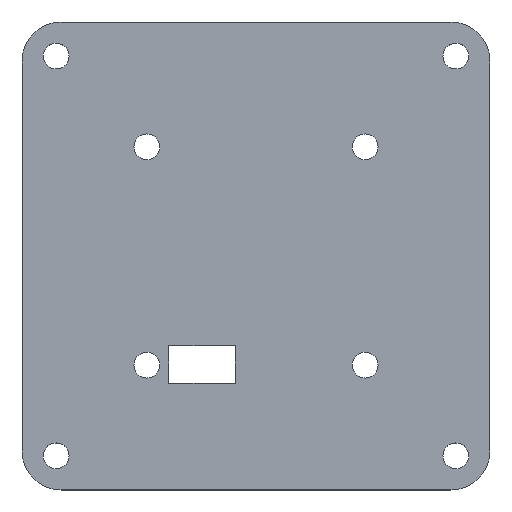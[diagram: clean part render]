
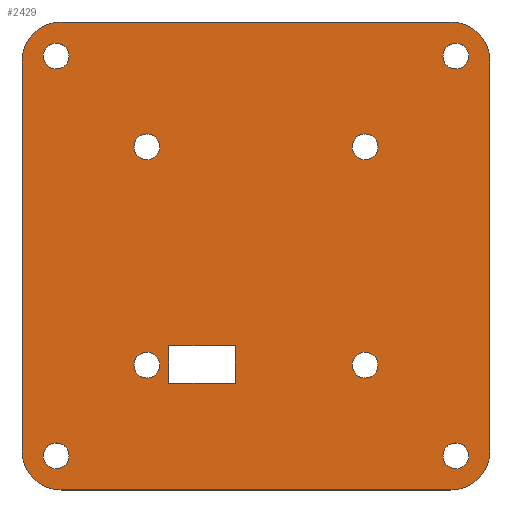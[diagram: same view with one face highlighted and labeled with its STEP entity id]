
A CAD part, top view. The second image highlights one B-rep face of the part: STEP entity #2429.
In plain terms, the highlighted planar face has unit normal (0, 0, 1).
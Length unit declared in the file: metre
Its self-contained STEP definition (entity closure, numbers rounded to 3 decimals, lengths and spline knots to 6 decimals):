
#160=LINE('',#3926,#332);
#163=LINE('',#3932,#335);
#165=LINE('',#3936,#337);
#168=LINE('',#3942,#340);
#171=LINE('',#3948,#343);
#173=LINE('',#3952,#345);
#176=LINE('',#3967,#348);
#178=LINE('',#3971,#350);
#332=VECTOR('',#3019,1.);
#335=VECTOR('',#3024,1.);
#337=VECTOR('',#3028,1.);
#340=VECTOR('',#3033,1.);
#343=VECTOR('',#3038,1.);
#345=VECTOR('',#3042,1.);
#348=VECTOR('',#3059,1.);
#350=VECTOR('',#3063,1.);
#564=ORIENTED_EDGE('',*,*,#1276,.T.);
#565=ORIENTED_EDGE('',*,*,#1277,.T.);
#566=ORIENTED_EDGE('',*,*,#1278,.T.);
#567=ORIENTED_EDGE('',*,*,#1279,.T.);
#568=ORIENTED_EDGE('',*,*,#1263,.T.);
#569=ORIENTED_EDGE('',*,*,#1280,.T.);
#570=ORIENTED_EDGE('',*,*,#1265,.T.);
#571=ORIENTED_EDGE('',*,*,#1281,.T.);
#572=ORIENTED_EDGE('',*,*,#1273,.F.);
#573=ORIENTED_EDGE('',*,*,#1282,.T.);
#574=ORIENTED_EDGE('',*,*,#1260,.F.);
#575=ORIENTED_EDGE('',*,*,#1283,.T.);
#576=ORIENTED_EDGE('',*,*,#1252,.F.);
#577=ORIENTED_EDGE('',*,*,#1255,.T.);
#578=ORIENTED_EDGE('',*,*,#1257,.T.);
#579=ORIENTED_EDGE('',*,*,#1271,.F.);
#580=ORIENTED_EDGE('',*,*,#1270,.F.);
#581=ORIENTED_EDGE('',*,*,#1269,.T.);
#582=ORIENTED_EDGE('',*,*,#1268,.F.);
#583=ORIENTED_EDGE('',*,*,#1275,.T.);
#1252=EDGE_CURVE('',#1616,#1617,#160,.T.);
#1255=EDGE_CURVE('',#1616,#1618,#163,.T.);
#1257=EDGE_CURVE('',#1618,#1619,#165,.T.);
#1260=EDGE_CURVE('',#1620,#1621,#168,.T.);
#1263=EDGE_CURVE('',#1623,#1622,#171,.T.);
#1265=EDGE_CURVE('',#1624,#1625,#173,.T.);
#1268=EDGE_CURVE('',#1626,#1626,#1808,.T.);
#1269=EDGE_CURVE('',#1627,#1627,#1809,.T.);
#1270=EDGE_CURVE('',#1628,#1628,#1810,.T.);
#1271=EDGE_CURVE('',#1617,#1619,#176,.T.);
#1273=EDGE_CURVE('',#1629,#1630,#178,.T.);
#1275=EDGE_CURVE('',#1631,#1631,#1811,.T.);
#1276=EDGE_CURVE('',#1632,#1632,#1812,.F.);
#1277=EDGE_CURVE('',#1633,#1633,#1813,.F.);
#1278=EDGE_CURVE('',#1634,#1634,#1814,.F.);
#1279=EDGE_CURVE('',#1635,#1635,#1815,.F.);
#1280=EDGE_CURVE('',#1622,#1624,#1816,.T.);
#1281=EDGE_CURVE('',#1625,#1630,#1817,.T.);
#1282=EDGE_CURVE('',#1629,#1621,#1818,.T.);
#1283=EDGE_CURVE('',#1620,#1623,#1819,.T.);
#1616=VERTEX_POINT('',#3927);
#1617=VERTEX_POINT('',#3928);
#1618=VERTEX_POINT('',#3933);
#1619=VERTEX_POINT('',#3937);
#1620=VERTEX_POINT('',#3941);
#1621=VERTEX_POINT('',#3943);
#1622=VERTEX_POINT('',#3947);
#1623=VERTEX_POINT('',#3949);
#1624=VERTEX_POINT('',#3953);
#1625=VERTEX_POINT('',#3954);
#1626=VERTEX_POINT('',#3959);
#1627=VERTEX_POINT('',#3962);
#1628=VERTEX_POINT('',#3965);
#1629=VERTEX_POINT('',#3970);
#1630=VERTEX_POINT('',#3972);
#1631=VERTEX_POINT('',#3976);
#1632=VERTEX_POINT('',#3979);
#1633=VERTEX_POINT('',#3981);
#1634=VERTEX_POINT('',#3983);
#1635=VERTEX_POINT('',#3985);
#1808=CIRCLE('',#2625,0.00165);
#1809=CIRCLE('',#2627,0.00165);
#1810=CIRCLE('',#2629,0.00165);
#1811=CIRCLE('',#2633,0.00165);
#1812=CIRCLE('',#2635,0.00165);
#1813=CIRCLE('',#2636,0.00165);
#1814=CIRCLE('',#2637,0.00165);
#1815=CIRCLE('',#2638,0.00165);
#1816=CIRCLE('',#2639,0.005);
#1817=CIRCLE('',#2640,0.005);
#1818=CIRCLE('',#2641,0.005);
#1819=CIRCLE('',#2642,0.005);
#2008=EDGE_LOOP('',(#564));
#2009=EDGE_LOOP('',(#565));
#2010=EDGE_LOOP('',(#566));
#2011=EDGE_LOOP('',(#567));
#2012=EDGE_LOOP('',(#568,#569,#570,#571,#572,#573,#574,#575));
#2013=EDGE_LOOP('',(#576,#577,#578,#579));
#2014=EDGE_LOOP('',(#580));
#2015=EDGE_LOOP('',(#581));
#2016=EDGE_LOOP('',(#582));
#2017=EDGE_LOOP('',(#583));
#2208=FACE_BOUND('',#2008,.T.);
#2209=FACE_BOUND('',#2009,.T.);
#2210=FACE_BOUND('',#2010,.T.);
#2211=FACE_BOUND('',#2011,.T.);
#2212=FACE_BOUND('',#2012,.T.);
#2213=FACE_BOUND('',#2013,.T.);
#2214=FACE_BOUND('',#2014,.T.);
#2215=FACE_BOUND('',#2015,.T.);
#2216=FACE_BOUND('',#2016,.T.);
#2217=FACE_BOUND('',#2017,.T.);
#2389=PLANE('',#2634);
#2429=ADVANCED_FACE('',(#2208,#2209,#2210,#2211,#2212,#2213,#2214,#2215,
#2216,#2217),#2389,.T.);
#2625=AXIS2_PLACEMENT_3D('',#3958,#3047,#3048);
#2627=AXIS2_PLACEMENT_3D('',#3961,#3051,#3052);
#2629=AXIS2_PLACEMENT_3D('',#3964,#3055,#3056);
#2633=AXIS2_PLACEMENT_3D('',#3975,#3067,#3068);
#2634=AXIS2_PLACEMENT_3D('',#3977,#3069,#3070);
#2635=AXIS2_PLACEMENT_3D('',#3978,#3071,#3072);
#2636=AXIS2_PLACEMENT_3D('',#3980,#3073,#3074);
#2637=AXIS2_PLACEMENT_3D('',#3982,#3075,#3076);
#2638=AXIS2_PLACEMENT_3D('',#3984,#3077,#3078);
#2639=AXIS2_PLACEMENT_3D('',#3986,#3079,#3080);
#2640=AXIS2_PLACEMENT_3D('',#3987,#3081,#3082);
#2641=AXIS2_PLACEMENT_3D('',#3988,#3083,#3084);
#2642=AXIS2_PLACEMENT_3D('',#3989,#3085,#3086);
#3019=DIRECTION('',(0.,1.,0.));
#3024=DIRECTION('',(-1.,0.,0.));
#3028=DIRECTION('',(0.,1.,0.));
#3033=DIRECTION('',(0.,-1.,0.));
#3038=DIRECTION('',(-1.,0.,0.));
#3042=DIRECTION('',(0.,-1.,0.));
#3047=DIRECTION('',(0.,0.,1.));
#3048=DIRECTION('',(1.,0.,0.));
#3051=DIRECTION('',(0.,0.,-1.));
#3052=DIRECTION('',(1.,0.,0.));
#3055=DIRECTION('',(0.,0.,1.));
#3056=DIRECTION('',(1.,0.,0.));
#3059=DIRECTION('',(-1.,0.,0.));
#3063=DIRECTION('',(-1.,0.,0.));
#3067=DIRECTION('',(0.,0.,-1.));
#3068=DIRECTION('',(1.,0.,0.));
#3069=DIRECTION('',(0.,0.,1.));
#3070=DIRECTION('',(1.,0.,0.));
#3071=DIRECTION('',(0.,0.,1.));
#3072=DIRECTION('',(1.,0.,0.));
#3073=DIRECTION('',(0.,0.,1.));
#3074=DIRECTION('',(1.,0.,0.));
#3075=DIRECTION('',(0.,0.,1.));
#3076=DIRECTION('',(1.,0.,0.));
#3077=DIRECTION('',(0.,0.,1.));
#3078=DIRECTION('',(1.,0.,0.));
#3079=DIRECTION('',(0.,0.,1.));
#3080=DIRECTION('',(1.,0.,0.));
#3081=DIRECTION('',(0.,0.,1.));
#3082=DIRECTION('',(1.,0.,0.));
#3083=DIRECTION('',(0.,0.,1.));
#3084=DIRECTION('',(1.,0.,0.));
#3085=DIRECTION('',(0.,0.,1.));
#3086=DIRECTION('',(1.,0.,0.));
#3926=CARTESIAN_POINT('',(-0.002631,-0.013919,0.));
#3927=CARTESIAN_POINT('',(-0.002631,-0.016324,0.));
#3928=CARTESIAN_POINT('',(-0.002631,-0.011514,0.));
#3932=CARTESIAN_POINT('',(-0.006911,-0.016324,0.));
#3933=CARTESIAN_POINT('',(-0.011191,-0.016324,0.));
#3936=CARTESIAN_POINT('',(-0.011191,-0.013919,0.));
#3937=CARTESIAN_POINT('',(-0.011191,-0.011514,0.));
#3941=CARTESIAN_POINT('',(0.03,0.025,0.));
#3942=CARTESIAN_POINT('',(0.03,0.,0.));
#3943=CARTESIAN_POINT('',(0.03,-0.025,0.));
#3947=CARTESIAN_POINT('',(-0.025,0.03,0.));
#3948=CARTESIAN_POINT('',(0.,0.03,0.));
#3949=CARTESIAN_POINT('',(0.025,0.03,0.));
#3952=CARTESIAN_POINT('',(-0.03,0.,0.));
#3953=CARTESIAN_POINT('',(-0.03,0.025,0.));
#3954=CARTESIAN_POINT('',(-0.03,-0.025,0.));
#3958=CARTESIAN_POINT('',(0.014,-0.014,0.));
#3959=CARTESIAN_POINT('',(0.01565,-0.014,0.));
#3961=CARTESIAN_POINT('',(-0.014,-0.014,0.));
#3962=CARTESIAN_POINT('',(-0.01235,-0.014,0.));
#3964=CARTESIAN_POINT('',(-0.014,0.014,0.));
#3965=CARTESIAN_POINT('',(-0.01235,0.014,0.));
#3967=CARTESIAN_POINT('',(-0.006911,-0.011514,0.));
#3970=CARTESIAN_POINT('',(0.025,-0.03,0.));
#3971=CARTESIAN_POINT('',(0.,-0.03,0.));
#3972=CARTESIAN_POINT('',(-0.025,-0.03,0.));
#3975=CARTESIAN_POINT('',(0.014,0.014,0.));
#3976=CARTESIAN_POINT('',(0.01565,0.014,0.));
#3977=CARTESIAN_POINT('',(0.,0.,0.));
#3978=CARTESIAN_POINT('',(0.025625,-0.025625,0.));
#3979=CARTESIAN_POINT('',(0.027275,-0.025625,0.));
#3980=CARTESIAN_POINT('',(-0.025625,-0.025625,0.));
#3981=CARTESIAN_POINT('',(-0.023975,-0.025625,0.));
#3982=CARTESIAN_POINT('',(-0.025625,0.025625,0.));
#3983=CARTESIAN_POINT('',(-0.023975,0.025625,0.));
#3984=CARTESIAN_POINT('',(0.025625,0.025625,0.));
#3985=CARTESIAN_POINT('',(0.027275,0.025625,0.));
#3986=CARTESIAN_POINT('',(-0.025,0.025,0.));
#3987=CARTESIAN_POINT('',(-0.025,-0.025,0.));
#3988=CARTESIAN_POINT('',(0.025,-0.025,0.));
#3989=CARTESIAN_POINT('',(0.025,0.025,0.));
